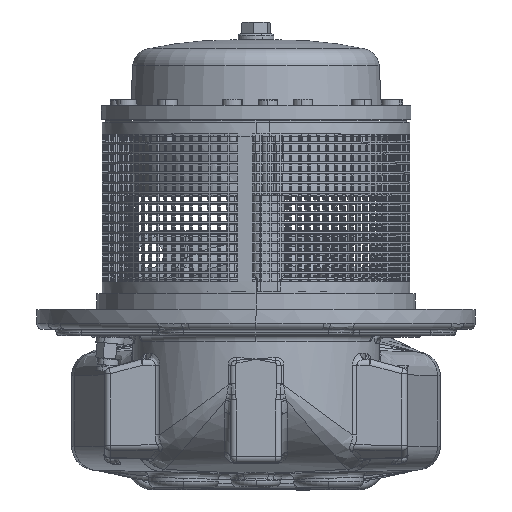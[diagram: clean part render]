
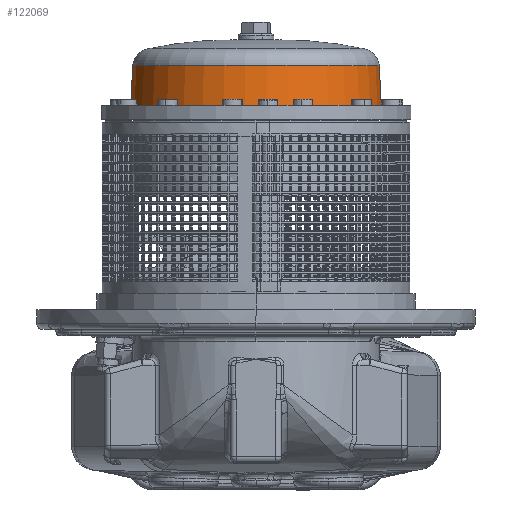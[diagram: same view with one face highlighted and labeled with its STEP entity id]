
A CAD part, top view. The second image highlights one B-rep face of the part: STEP entity #122069.
In plain terms, the highlighted conical face has half-angle 3 degrees and reference radius 63.294 mm.
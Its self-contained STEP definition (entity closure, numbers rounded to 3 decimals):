
#122069 = ADVANCED_FACE ( 'NONE', ( #221030 ), #221083, .T. ) ;
#149316 = CARTESIAN_POINT ( 'NONE',  ( -62.955, 101.215, 5.508 ) ) ;
#149319 = CARTESIAN_POINT ( 'NONE',  ( 62.955, 101.215, -5.508 ) ) ;
#149320 = CARTESIAN_POINT ( 'NONE',  ( -61.847, 122.427, 5.411 ) ) ;
#149323 = CARTESIAN_POINT ( 'NONE',  ( 61.847, 122.427, -5.411 ) ) ;
#201792 = AXIS2_PLACEMENT_3D ( 'NONE', #285713, #285681, #285674 ) ;
#210182 = EDGE_CURVE ( 'NONE', #272321, #272324, #306691, .T. ) ;
#210202 = EDGE_CURVE ( 'NONE', #272327, #272321, #306710, .T. ) ;
#210204 = EDGE_CURVE ( 'NONE', #272327, #272329, #306715, .T. ) ;
#210207 = EDGE_CURVE ( 'NONE', #272329, #272324, #306696, .T. ) ;
#215652 = ORIENTED_EDGE ( 'NONE', *, *, #210204, .F. ) ;
#215653 = ORIENTED_EDGE ( 'NONE', *, *, #210202, .T. ) ;
#215654 = ORIENTED_EDGE ( 'NONE', *, *, #210182, .T. ) ;
#215655 = ORIENTED_EDGE ( 'NONE', *, *, #210207, .F. ) ;
#221030 = FACE_OUTER_BOUND ( 'NONE', #257031, .T. ) ;
#221083 = CONICAL_SURFACE ( 'NONE', #201792, 63.294, 0.052 ) ;
#237951 = AXIS2_PLACEMENT_3D ( 'NONE', #315504, #315509, #315511 ) ;
#237999 = AXIS2_PLACEMENT_3D ( 'NONE', #315588, #315599, #315603 ) ;
#257031 = EDGE_LOOP ( 'NONE', ( #215652, #215653, #215654, #215655 ) ) ;
#272321 = VERTEX_POINT ( 'NONE', #149316 ) ;
#272324 = VERTEX_POINT ( 'NONE', #149319 ) ;
#272327 = VERTEX_POINT ( 'NONE', #149320 ) ;
#272329 = VERTEX_POINT ( 'NONE', #149323 ) ;
#285674 = DIRECTION ( 'NONE',  ( 0.996, 0., -0.087 ) ) ;
#285681 = DIRECTION ( 'NONE',  ( 0., -1., 0. ) ) ;
#285713 = CARTESIAN_POINT ( 'NONE',  ( 0., 99.32, 0. ) ) ;
#306691 = CIRCLE ( 'NONE', #237951, 63.195 ) ;
#306692 = VECTOR ( 'NONE', #315610, 1000. ) ;
#306696 = LINE ( 'NONE', #315608, #306692 ) ;
#306697 = VECTOR ( 'NONE', #315593, 1000. ) ;
#306710 = LINE ( 'NONE', #315540, #306697 ) ;
#306715 = CIRCLE ( 'NONE', #237999, 62.084 ) ;
#315504 = CARTESIAN_POINT ( 'NONE',  ( 0., 101.215, 0. ) ) ;
#315509 = DIRECTION ( 'NONE',  ( 0., 1., 0. ) ) ;
#315511 = DIRECTION ( 'NONE',  ( 0.996, 0., -0.087 ) ) ;
#315540 = CARTESIAN_POINT ( 'NONE',  ( -63.054, 99.32, 5.516 ) ) ;
#315588 = CARTESIAN_POINT ( 'NONE',  ( 0., 122.427, 0. ) ) ;
#315593 = DIRECTION ( 'NONE',  ( -0.052, -0.999, 0.005 ) ) ;
#315599 = DIRECTION ( 'NONE',  ( 0., 1., 0. ) ) ;
#315603 = DIRECTION ( 'NONE',  ( -0.996, 0., 0.087 ) ) ;
#315608 = CARTESIAN_POINT ( 'NONE',  ( 63.054, 99.32, -5.516 ) ) ;
#315610 = DIRECTION ( 'NONE',  ( 0.052, -0.999, -0.005 ) ) ;
